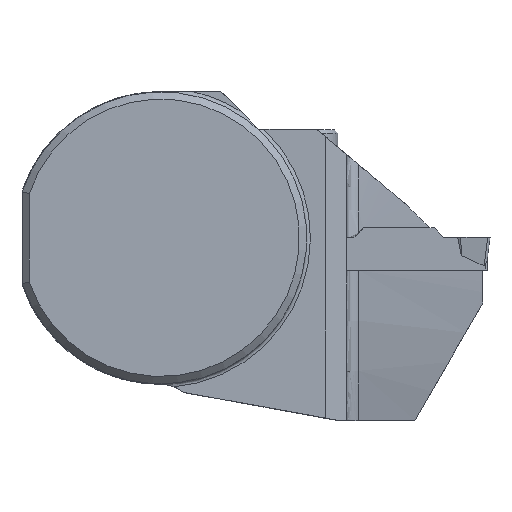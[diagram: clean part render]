
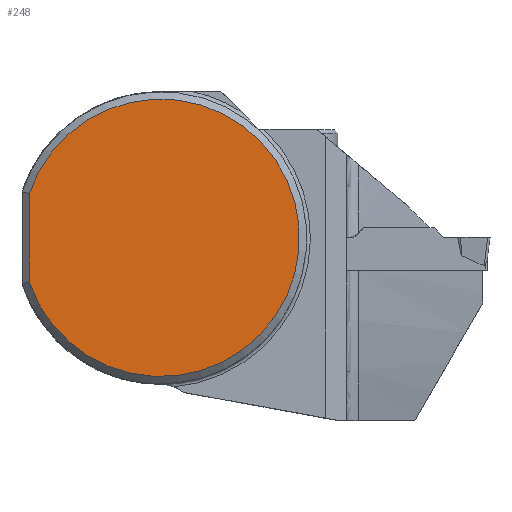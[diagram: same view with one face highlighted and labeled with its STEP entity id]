
A CAD part, top view. The second image highlights one B-rep face of the part: STEP entity #248.
In plain terms, the highlighted planar face has unit normal (0, 0, 1).
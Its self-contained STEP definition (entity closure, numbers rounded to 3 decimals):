
#139=FACE_OUTER_BOUND('',#374,.T.);
#215=CIRCLE('',#1612,19.);
#248=ADVANCED_FACE('',(#139),#319,.F.);
#319=PLANE('',#1613);
#374=EDGE_LOOP('',(#581,#582));
#581=ORIENTED_EDGE('',*,*,#1126,.F.);
#582=ORIENTED_EDGE('',*,*,#1127,.T.);
#978=VERTEX_POINT('',#2320);
#979=VERTEX_POINT('',#2321);
#1126=EDGE_CURVE('',#978,#979,#1297,.T.);
#1127=EDGE_CURVE('',#978,#979,#215,.T.);
#1297=LINE('',#2319,#1419);
#1419=VECTOR('',#1829,1.);
#1612=AXIS2_PLACEMENT_3D('',#2322,#1830,#1831);
#1613=AXIS2_PLACEMENT_3D('',#2323,#1832,#1833);
#1829=DIRECTION('',(0.,1.,0.));
#1830=DIRECTION('',(0.,0.,1.));
#1831=DIRECTION('',(1.,0.,0.));
#1832=DIRECTION('',(0.,0.,-1.));
#1833=DIRECTION('',(1.,0.,0.));
#2319=CARTESIAN_POINT('',(-18.,0.,0.325));
#2320=CARTESIAN_POINT('',(-18.,-6.083,0.325));
#2321=CARTESIAN_POINT('',(-18.,6.083,0.325));
#2322=CARTESIAN_POINT('',(0.,0.,0.325));
#2323=CARTESIAN_POINT('',(0.,0.,0.325));
